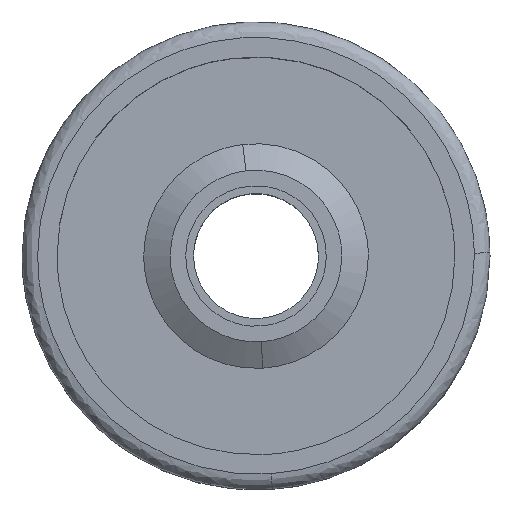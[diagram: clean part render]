
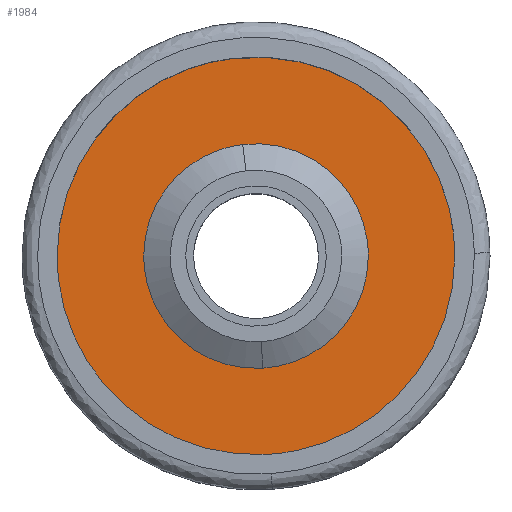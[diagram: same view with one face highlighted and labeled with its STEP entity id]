
A CAD part, top view. The second image highlights one B-rep face of the part: STEP entity #1984.
In plain terms, the highlighted free-form (B-spline) face has degree [1, 1] with [2, 2] control points.
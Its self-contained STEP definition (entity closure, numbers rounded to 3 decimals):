
#689=CARTESIAN_POINT('',(-0.85,7.15,10.5));
#690=VERTEX_POINT('',#689);
#691=CARTESIAN_POINT('',(7.2,0.0,10.5));
#692=VERTEX_POINT('',#691);
#693=CARTESIAN_POINT('',(-0.85,7.15,10.5));
#694=CARTESIAN_POINT('',(-0.426,7.2,10.5));
#695=CARTESIAN_POINT('',(0.0,7.2,10.5));
#696=CARTESIAN_POINT('',(7.2,7.2,10.5));
#697=CARTESIAN_POINT('',(7.2,0.0,10.5));
#705=(BOUNDED_CURVE()B_SPLINE_CURVE(2,(#693,#694,#695,#696,#697),.UNSPECIFIED.,.F.,.U.)B_SPLINE_CURVE_WITH_KNOTS((3,2,3),(0.23,0.25,0.5),.UNSPECIFIED.)CURVE()GEOMETRIC_REPRESENTATION_ITEM()RATIONAL_B_SPLINE_CURVE((0.956,0.976,1.0,0.707,1.0))REPRESENTATION_ITEM(''));
#706=EDGE_CURVE('',#690,#692,#705,.T.);
#747=CARTESIAN_POINT('',(0.44,-7.187,10.5));
#748=VERTEX_POINT('',#747);
#754=CARTESIAN_POINT('',(7.2,0.0,10.5));
#755=CARTESIAN_POINT('',(7.2,-6.773,10.5));
#756=CARTESIAN_POINT('',(0.44,-7.187,10.5));
#764=(BOUNDED_CURVE()B_SPLINE_CURVE(2,(#754,#755,#756),.UNSPECIFIED.,.F.,.U.)B_SPLINE_CURVE_WITH_KNOTS((3,3),(0.5,0.739),.UNSPECIFIED.)CURVE()GEOMETRIC_REPRESENTATION_ITEM()RATIONAL_B_SPLINE_CURVE((1.0,0.72,0.976))REPRESENTATION_ITEM(''));
#765=EDGE_CURVE('',#692,#748,#764,.T.);
#788=CARTESIAN_POINT('',(-7.2,0.0,10.5));
#789=VERTEX_POINT('',#788);
#790=CARTESIAN_POINT('',(-7.2,0.0,10.5));
#791=CARTESIAN_POINT('',(-7.2,6.395,10.5));
#792=CARTESIAN_POINT('',(-0.85,7.15,10.5));
#800=(BOUNDED_CURVE()B_SPLINE_CURVE(2,(#790,#791,#792),.UNSPECIFIED.,.F.,.U.)B_SPLINE_CURVE_WITH_KNOTS((3,3),(0.0,0.23),.UNSPECIFIED.)CURVE()GEOMETRIC_REPRESENTATION_ITEM()RATIONAL_B_SPLINE_CURVE((1.0,0.731,0.956))REPRESENTATION_ITEM(''));
#801=EDGE_CURVE('',#789,#690,#800,.T.);
#803=CARTESIAN_POINT('',(0.44,-7.187,10.5));
#804=CARTESIAN_POINT('',(0.22,-7.2,10.5));
#805=CARTESIAN_POINT('',(0.0,-7.2,10.5));
#806=CARTESIAN_POINT('',(-7.2,-7.2,10.5));
#807=CARTESIAN_POINT('',(-7.2,0.0,10.5));
#815=(BOUNDED_CURVE()B_SPLINE_CURVE(2,(#803,#804,#805,#806,#807),.UNSPECIFIED.,.F.,.U.)B_SPLINE_CURVE_WITH_KNOTS((3,2,3),(0.739,0.75,1.0),.UNSPECIFIED.)CURVE()GEOMETRIC_REPRESENTATION_ITEM()RATIONAL_B_SPLINE_CURVE((0.976,0.988,1.0,0.707,1.0))REPRESENTATION_ITEM(''));
#816=EDGE_CURVE('',#748,#789,#815,.T.);
#875=CARTESIAN_POINT('',(-1.505,12.661,10.5));
#876=VERTEX_POINT('',#875);
#877=CARTESIAN_POINT('',(12.75,0.0,10.5));
#878=VERTEX_POINT('',#877);
#879=CARTESIAN_POINT('',(-1.505,12.661,10.5));
#880=CARTESIAN_POINT('',(-0.755,12.75,10.5));
#881=CARTESIAN_POINT('',(0.0,12.75,10.5));
#882=CARTESIAN_POINT('',(12.75,12.75,10.5));
#883=CARTESIAN_POINT('',(12.75,0.0,10.5));
#891=(BOUNDED_CURVE()B_SPLINE_CURVE(2,(#879,#880,#881,#882,#883),.UNSPECIFIED.,.F.,.U.)B_SPLINE_CURVE_WITH_KNOTS((3,2,3),(0.23,0.25,0.5),.UNSPECIFIED.)CURVE()GEOMETRIC_REPRESENTATION_ITEM()RATIONAL_B_SPLINE_CURVE((0.956,0.976,1.0,0.707,1.0))REPRESENTATION_ITEM(''));
#892=EDGE_CURVE('',#876,#878,#891,.T.);
#894=CARTESIAN_POINT('',(0.778,-12.726,10.5));
#895=VERTEX_POINT('',#894);
#896=CARTESIAN_POINT('',(12.75,0.0,10.5));
#897=CARTESIAN_POINT('',(12.75,-11.994,10.5));
#898=CARTESIAN_POINT('',(0.778,-12.726,10.5));
#906=(BOUNDED_CURVE()B_SPLINE_CURVE(2,(#896,#897,#898),.UNSPECIFIED.,.F.,.U.)B_SPLINE_CURVE_WITH_KNOTS((3,3),(0.5,0.739),.UNSPECIFIED.)CURVE()GEOMETRIC_REPRESENTATION_ITEM()RATIONAL_B_SPLINE_CURVE((1.0,0.72,0.976))REPRESENTATION_ITEM(''));
#907=EDGE_CURVE('',#878,#895,#906,.T.);
#974=CARTESIAN_POINT('',(-12.75,0.0,10.5));
#975=VERTEX_POINT('',#974);
#976=CARTESIAN_POINT('',(-12.75,0.0,10.5));
#977=CARTESIAN_POINT('',(-12.75,11.324,10.5));
#978=CARTESIAN_POINT('',(-1.505,12.661,10.5));
#986=(BOUNDED_CURVE()B_SPLINE_CURVE(2,(#976,#977,#978),.UNSPECIFIED.,.F.,.U.)B_SPLINE_CURVE_WITH_KNOTS((3,3),(0.0,0.23),.UNSPECIFIED.)CURVE()GEOMETRIC_REPRESENTATION_ITEM()RATIONAL_B_SPLINE_CURVE((1.0,0.731,0.956))REPRESENTATION_ITEM(''));
#987=EDGE_CURVE('',#975,#876,#986,.T.);
#1021=CARTESIAN_POINT('',(0.778,-12.726,10.5));
#1022=CARTESIAN_POINT('',(0.39,-12.75,10.5));
#1023=CARTESIAN_POINT('',(0.0,-12.75,10.5));
#1024=CARTESIAN_POINT('',(-12.75,-12.75,10.5));
#1025=CARTESIAN_POINT('',(-12.75,0.0,10.5));
#1033=(BOUNDED_CURVE()B_SPLINE_CURVE(2,(#1021,#1022,#1023,#1024,#1025),.UNSPECIFIED.,.F.,.U.)B_SPLINE_CURVE_WITH_KNOTS((3,2,3),(0.739,0.75,1.0),.UNSPECIFIED.)CURVE()GEOMETRIC_REPRESENTATION_ITEM()RATIONAL_B_SPLINE_CURVE((0.976,0.988,1.0,0.707,1.0))REPRESENTATION_ITEM(''));
#1034=EDGE_CURVE('',#895,#975,#1033,.T.);
#1967=CARTESIAN_POINT('',(-14.024,-14.023,10.5));
#1968=CARTESIAN_POINT('',(14.024,-14.023,10.5));
#1969=CARTESIAN_POINT('',(-14.024,14.023,10.5));
#1970=CARTESIAN_POINT('',(14.024,14.023,10.5));
#1971=B_SPLINE_SURFACE_WITH_KNOTS('',1,1,((#1967,#1969),(#1968,#1970)),.UNSPECIFIED.,.F.,.F.,.U.,(2,2),(2,2),(0.0,28.047),(0.0,28.047),.UNSPECIFIED.);
#1972=ORIENTED_EDGE('',*,*,#1034,.F.);
#1973=ORIENTED_EDGE('',*,*,#907,.F.);
#1974=ORIENTED_EDGE('',*,*,#892,.F.);
#1975=ORIENTED_EDGE('',*,*,#987,.F.);
#1976=EDGE_LOOP('',(#1972,#1973,#1974,#1975));
#1977=FACE_OUTER_BOUND('',#1976,.T.);
#1978=ORIENTED_EDGE('',*,*,#765,.T.);
#1979=ORIENTED_EDGE('',*,*,#816,.T.);
#1980=ORIENTED_EDGE('',*,*,#801,.T.);
#1981=ORIENTED_EDGE('',*,*,#706,.T.);
#1982=EDGE_LOOP('',(#1978,#1979,#1980,#1981));
#1983=FACE_BOUND('',#1982,.T.);
#1984=ADVANCED_FACE('',(#1977,#1983),#1971,.T.);
